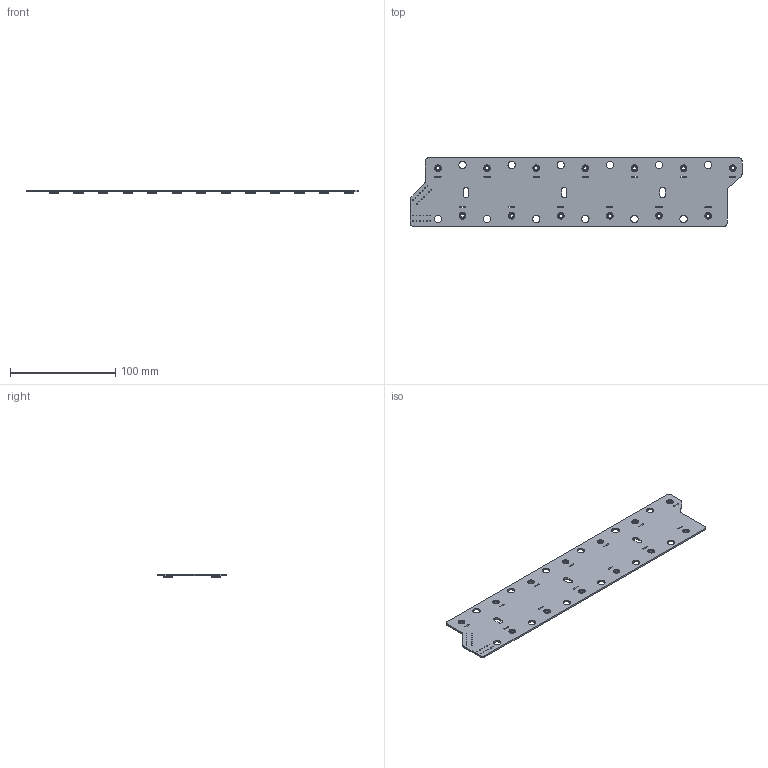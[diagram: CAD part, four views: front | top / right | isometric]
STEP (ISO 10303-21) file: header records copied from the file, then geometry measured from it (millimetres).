
FILE_DESCRIPTION(('KiCad electronic assembly'),'2;1');
FILE_NAME('PCB - VOLTAGE TAPS.step','2023-10-17T00:28:05',('Pcbnew'),( 'Kicad'),'Open CASCADE STEP processor 7.6','KiCad to STEP converter' ,'Unknown');
FILE_SCHEMA(('AUTOMOTIVE_DESIGN { 1 0 10303 214 1 1 1 1 }'));
Length unit declared in the file: millimetre
Products named in the file (4): PCB - VOLTAGE TAPS 1; SMTSO-M4-2ET-PennEngineering-3D-09-16-2023; SOLID; PCB - VOLTAGE TAPS PCB
Assembly tree (15 placements, depth 3):
  PCB - VOLTAGE TAPS 1
    SMTSO-M4-2ET-PennEngineering-3D-09-16-2023  x13
      SOLID
    PCB - VOLTAGE TAPS PCB
Bounding box: 314.9 x 65 x 3.58 mm (x, y, z)
Volume: 30699.9 mm3; surface area: 42043.8 mm2
Topology: 14 solids, 92 shells, 2617 faces, 6974 edges, 4606 vertices
Faces by surface type: plane 2202, cylinder 285, cone 104, torus 26
Full cylindrical faces by diameter (mm): 0.7 x26, 6.35 x13, 7 x12
Entity records: 55895 total; most frequent: CARTESIAN_POINT 9701, DIRECTION 8294, LINE 6406, VECTOR 6406, ORIENTED_EDGE 4468, PCURVE 4468, DEFINITIONAL_REPRESENTATION 4468, EDGE_CURVE 2234
